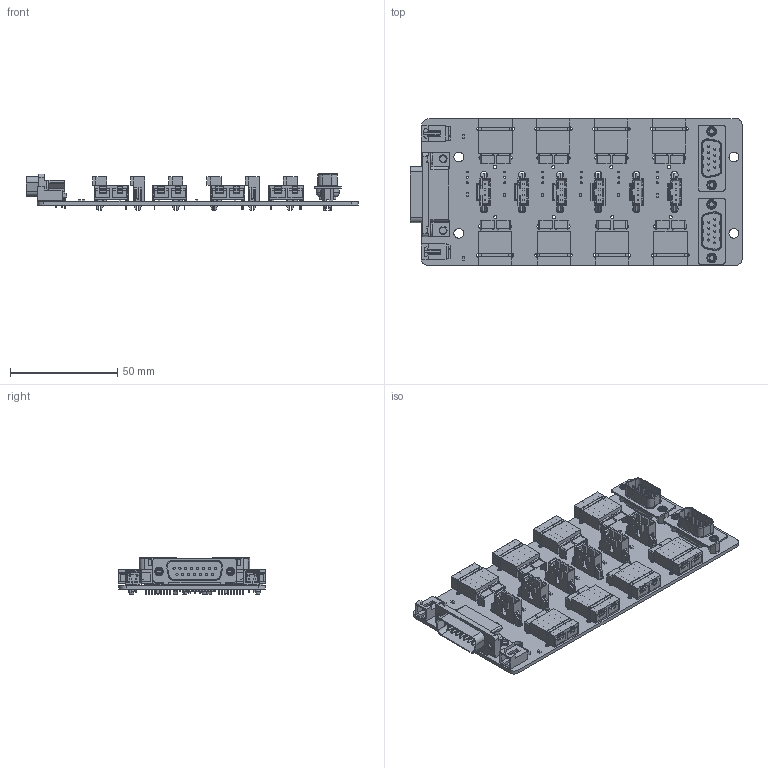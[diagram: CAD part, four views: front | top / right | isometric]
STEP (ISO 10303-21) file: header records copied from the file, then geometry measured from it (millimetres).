
FILE_DESCRIPTION(('Open CASCADE Model'),'2;1');
FILE_NAME('Open CASCADE Shape Model','2020-04-13T19:48:37',('Author'),( 'Open CASCADE'),'Open CASCADE STEP processor 6.8','Open CASCADE 6.8' ,'Unknown');
FILE_SCHEMA(('AUTOMOTIVE_DESIGN { 1 0 10303 214 1 1 1 1 }'));
Length unit declared in the file: millimetre
Products named in the file (39): PCB; Board; Open CASCADE STEP translator 6.8 2.1.1; TC1; User_Library-PCC-SMP; TC6; J1; c-5747236-4-c-3d; R8; 6134189088; Extruded; R7; R6; R5; R4; R3; R2; R1; P6; 705410003_RGB0; Open CASCADE STEP translator 6.8 2.13.1.1; Open CASCADE STEP translator 6.8 2.13.1.2; J3; c-2301826-1-a-3d; J2; TC8; TC7; TC5; TC4; TC3; TC2; 12V; 705530001_RGB0; P5; P4; P3; P2; P1; 24V
Assembly tree (59 placements, depth 4):
  PCB
    Board
      Open CASCADE STEP translator 6.8 2.1.1
    TC1
      User_Library-PCC-SMP
    TC6
      User_Library-PCC-SMP
    J1
      c-5747236-4-c-3d
    R8
      6134189088
        Extruded
    R7
      6134189088
        Extruded
    R6
      6134189088
        Extruded
    R5
      6134189088
        Extruded
    R4
      6134189088
        Extruded
    R3
      6134189088
        Extruded
    R2
      6134189088
        Extruded
    R1
      6134189088
        Extruded
    P6
      705410003_RGB0
        Open CASCADE STEP translator 6.8 2.13.1.1
        Open CASCADE STEP translator 6.8 2.13.1.2
    J3
      c-2301826-1-a-3d
    J2
      c-2301826-1-a-3d
    TC8
      User_Library-PCC-SMP
    TC7
      User_Library-PCC-SMP
    TC5
      User_Library-PCC-SMP
    TC4
      User_Library-PCC-SMP
    TC3
      User_Library-PCC-SMP
    TC2
      User_Library-PCC-SMP
    12V
      705530001_RGB0
    P5
      705410003_RGB0
        Open CASCADE STEP translator 6.8 2.13.1.1
        Open CASCADE STEP translator 6.8 2.13.1.2
    P4
Bounding box: 154.84 x 68.45 x 17.19 mm (x, y, z)
Volume: 33573.7 mm3; surface area: 59637.4 mm2
Topology: 68 solids, 72 shells, 3543 faces, 9445 edges, 6254 vertices
Faces by surface type: plane 2636, cylinder 779, torus 44, sphere 36, cone 32, bspline 16
Full cylindrical faces by diameter (mm): 0.9 x18, 1.04 x33, 1.09 x28, 1.5 x8, 1.77 x32, 3.05 x2, 3.1 x4, 3.404 x12, 4.572 x4
Entity records: 39104 total; most frequent: DIRECTION 6297, CARTESIAN_POINT 6243, ORIENTED_EDGE 5858, EDGE_CURVE 2929, AXIS2_PLACEMENT_3D 2165, LINE 1967, VECTOR 1967, VERTEX_POINT 1911
